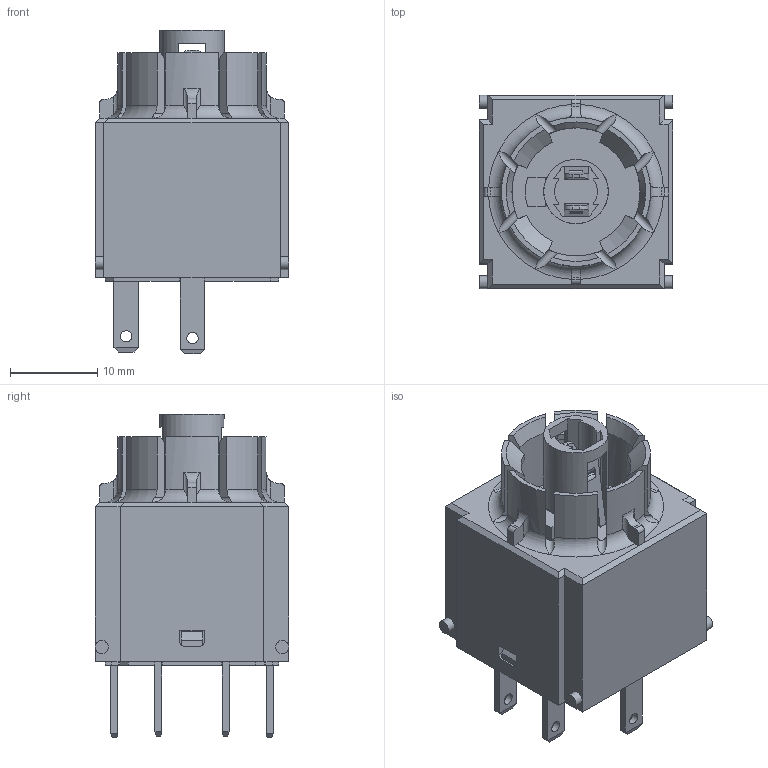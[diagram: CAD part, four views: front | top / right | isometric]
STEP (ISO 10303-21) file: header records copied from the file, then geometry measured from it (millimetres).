
FILE_DESCRIPTION(/* description */ (''),/* implementation_level */ '2;1');
FILE_NAME(/* name */ 'BZLI5.stp',/* time_stamp */ '2022-09-12T15:45:22+02:00',/* author */ ('kscharfenort'),/* organization */ (''),/* preprocessor_version */ 'ST-DEVELOPER v17.2',/* originating_system */ 'Autodesk Inventor 2019',/* authorisation */ '');
FILE_SCHEMA (('AUTOMOTIVE_DESIGN { 1 0 10303 214 3 1 1 }'));
Length unit declared in the file: millimetre
Products named in the file (1): BZLI5_vereinfacht
Bounding box: 22.2 x 22.2 x 37.11 mm (x, y, z)
Volume: 9396.2 mm3; surface area: 4351.5 mm2
Topology: 1 solids, 1 shells, 708 faces, 1970 edges, 1293 vertices
Faces by surface type: plane 393, bspline 216, cylinder 71, torus 20, cone 8
Full cylindrical faces by diameter (mm): 1.3 x4, 1.5 x4, 7.4 x1, 14.7 x1
Entity records: 24154 total; most frequent: CARTESIAN_POINT 7536, ORIENTED_EDGE 3940, DIRECTION 2583, EDGE_CURVE 1970, VERTEX_POINT 1293, LINE 1255, VECTOR 1255, EDGE_LOOP 753
